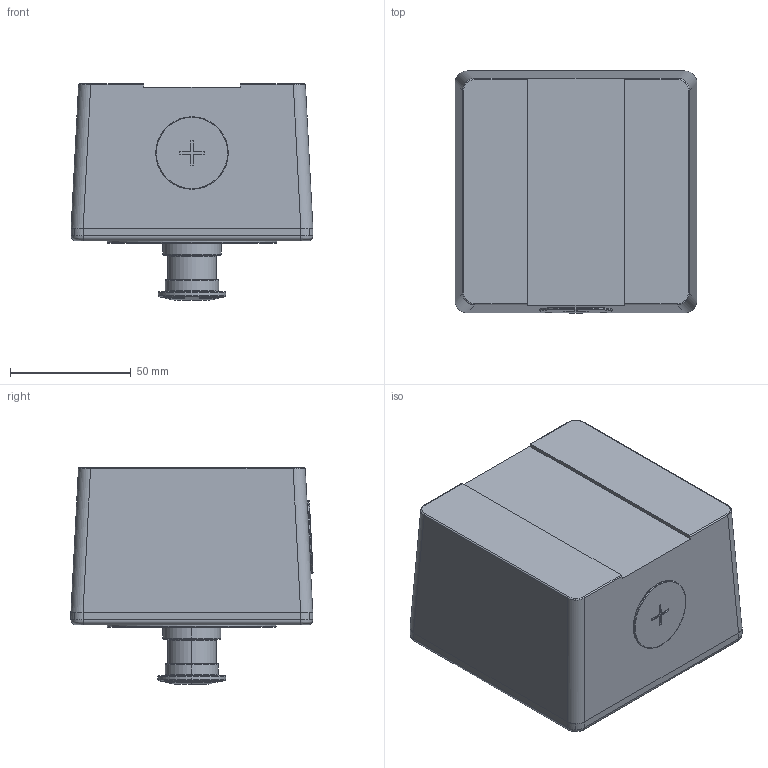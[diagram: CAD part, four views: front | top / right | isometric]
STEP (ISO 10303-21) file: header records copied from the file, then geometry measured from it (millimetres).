
FILE_DESCRIPTION (( 'STEP AP203' ), '1' );
FILE_NAME ('Part3.STEP', '2017-11-16T06:43:19', ( '' ), ( '' ), 'SwSTEP 2.0', 'SolidWorks 2016', '' );
FILE_SCHEMA (( 'CONFIG_CONTROL_DESIGN' ));
Length unit declared in the file: millimetre
Products named in the file (1): Part3
Bounding box: 100 x 100.13 x 89.62 mm (x, y, z)
Volume: 618997.4 mm3; surface area: 77904 mm2
Topology: 23 solids, 23 shells, 565 faces, 1426 edges, 931 vertices
Faces by surface type: plane 343, bspline 116, cylinder 60, torus 38, sphere 8
Entity records: 22941 total; most frequent: CARTESIAN_POINT 9971, ORIENTED_EDGE 2852, DIRECTION 2306, EDGE_CURVE 1426, VECTOR 950, LINE 950, VERTEX_POINT 931, AXIS2_PLACEMENT_3D 678
